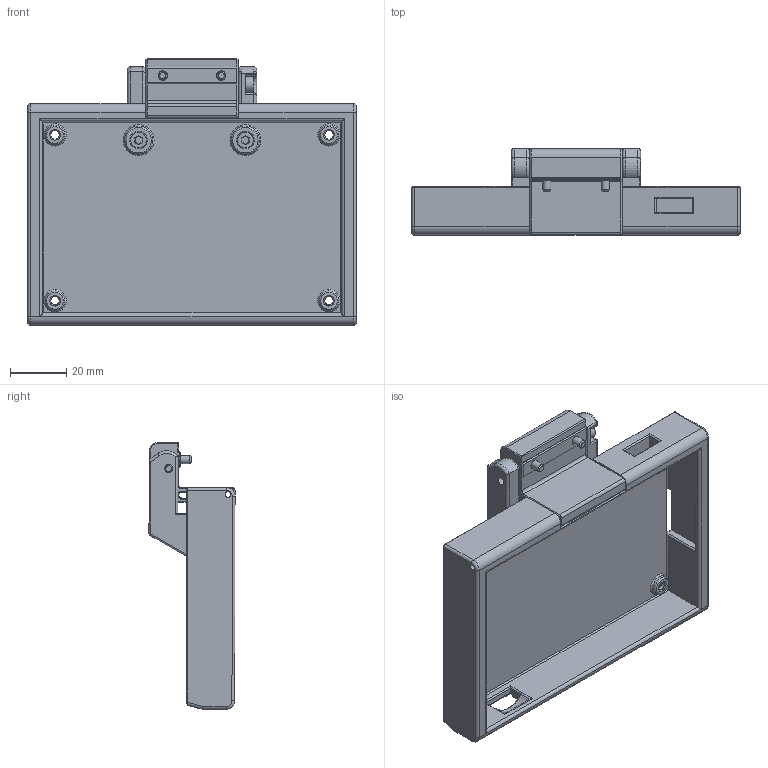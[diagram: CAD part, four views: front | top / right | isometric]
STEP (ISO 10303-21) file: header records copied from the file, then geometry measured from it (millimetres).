
FILE_DESCRIPTION(/* description */ (''),/* implementation_level */ '2;1');
FILE_NAME(/* name */ 'BTT PITFT43 LCD Mount v7.step',/* time_stamp */ '2022-02-13T12:04:41-08:00',/* author */ (''),/* organization */ (''),/* preprocessor_version */ 'ST-DEVELOPER v18.1',/* originating_system */ 'Autodesk Translation Framework v10.13.0.1454',/* authorisation */ '');
FILE_SCHEMA (('AUTOMOTIVE_DESIGN { 1 0 10303 214 3 1 1 }'));
Length unit declared in the file: millimetre
Products named in the file (12): BTT PITFT43 LCD Mount; LCD Case Front; LCD Case Hinge (1); M3x40 SHCS (5); M3x12 SHCS (35); LCD Case Rear Brace; M3x12 SHCS (12); M3x12 SHCS (34); M3x12 SHCS (33); M3x12 SHCS (32); M3 Threaded Insert; M3x12 FHCS
Assembly tree (14 placements, depth 3):
  BTT PITFT43 LCD Mount
    LCD Case Front
    LCD Case Hinge (1)
      M3x12 FHCS
      M3x40 SHCS (5)
      M3x12 SHCS (35)
    LCD Case Rear Brace
      M3x12 SHCS (12)
      M3x12 SHCS (34)
      M3x12 SHCS (33)
      M3x12 SHCS (32)
    M3 Threaded Insert  x2
    M3x12 FHCS  x2
Bounding box: 117 x 30.62 x 94.9 mm (x, y, z)
Volume: 53538.6 mm3; surface area: 43176.1 mm2
Topology: 10 solids, 10 shells, 723 faces, 1797 edges, 1112 vertices
Faces by surface type: plane 234, cylinder 195, bspline 170, cone 109, torus 11, sphere 4
Full cylindrical faces by diameter (mm): 2.1 x2, 2.2 x1, 2.8 x2, 2.9 x3, 3 x9, 3.3 x2, 3.4 x2, 3.5 x1, 4.2 x2, 4.25 x2, 4.5 x4, 4.6 x2, 4.7 x2, 5.5 x2, 6 x2, 7 x4, 10 x2
Entity records: 19379 total; most frequent: CARTESIAN_POINT 5830, DIRECTION 2779, ORIENTED_EDGE 2756, EDGE_CURVE 1378, AXIS2_PLACEMENT_3D 1060, VERTEX_POINT 838, LINE 659, VECTOR 659
